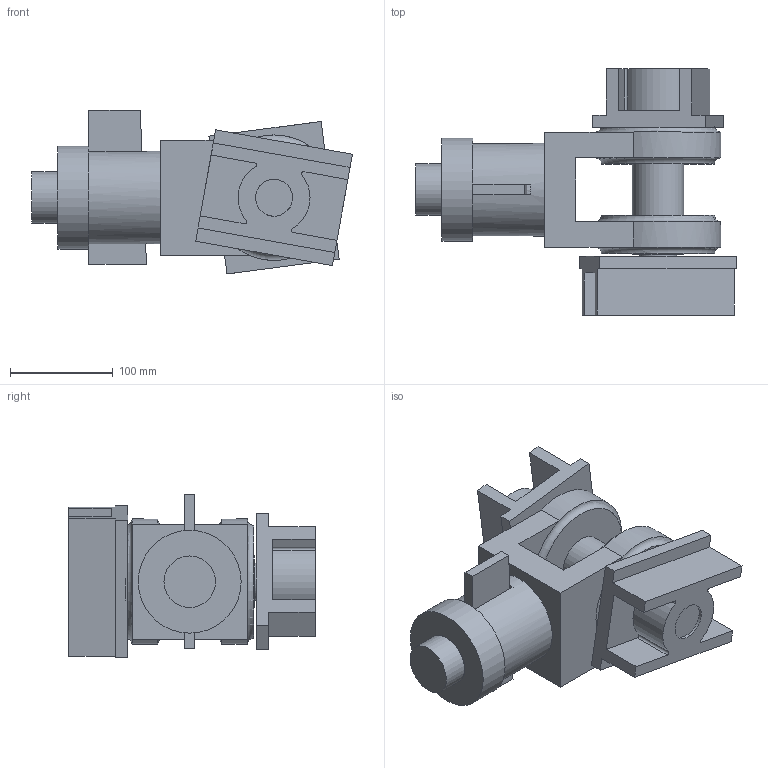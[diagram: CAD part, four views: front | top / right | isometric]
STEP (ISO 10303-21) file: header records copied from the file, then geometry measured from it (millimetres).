
FILE_DESCRIPTION(/* description */ ('STEP AP242','CAx-IF Rec.Pracs.---Representation and Presentation of Product Manufacturing Information (PMI)---4.0---2014-10-13','CAx-IF Rec.Pracs.---3D Tessellated Geometry---0.4---2014-09-14','2;1'),/* implementation_level */ '2;1');
FILE_NAME(/* name */ '658411561132d11bfd7af5c5',/* time_stamp */ '2023-12-21T10:20:07Z',/* author */ (''),/* organization */ (''),/* preprocessor_version */ 'ST-DEVELOPER v19.4',/* originating_system */ ' ',/* authorisation */ ' ');
FILE_SCHEMA (('AP242_MANAGED_MODEL_BASED_3D_ENGINEERING_MIM_LF { 1 0 10303 442 1 1 4 }'));
Length unit declared in the file: metre
Products named in the file (6): Assembly 1; Part 1
Assembly tree (6 placements, depth 2):
  Assembly 1
    Part 1  x2
    Part 1
    Part 1
    Part 1
    Part 1
Bounding box: 311.73 x 239.29 x 159.28 mm (x, y, z)
Volume: 3229993.9 mm3; surface area: 392108.7 mm2
Topology: 6 solids, 6 shells, 98 faces, 250 edges, 164 vertices
Faces by surface type: plane 68, cylinder 24, torus 4, cone 2
Full cylindrical faces by diameter (mm): 36 x4, 50 x4, 90 x1, 100 x1
Entity records: 2247 total; most frequent: CARTESIAN_POINT 378, DIRECTION 372, ORIENTED_EDGE 320, EDGE_CURVE 160, AXIS2_PLACEMENT_3D 138, VERTEX_POINT 112, EDGE_LOOP 106, FACE_BOUND 106
